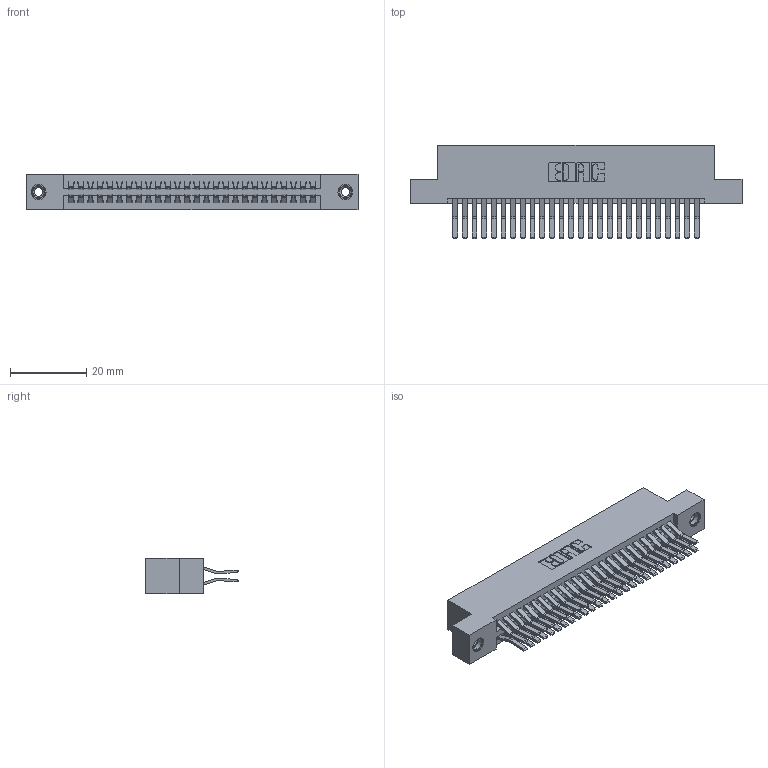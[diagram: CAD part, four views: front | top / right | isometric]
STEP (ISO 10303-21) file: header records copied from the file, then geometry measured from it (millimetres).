
FILE_DESCRIPTION (( 'STEP AP203' ), '1' );
FILE_NAME ('395-052-560-208.STEP', '2018-11-21T02:28:41', ( '' ), ( '' ), 'SwSTEP 2.0', 'SolidWorks 2016', '' );
FILE_SCHEMA (( 'CONFIG_CONTROL_DESIGN' ));
Length unit declared in the file: inch
Products named in the file (4): 345-292-001_560 Tail; 395-052-560-208; 345 Part_Flush Mounting Lugs - 0.156 Dia-TI; 345-250-001_345-250-003-102
Assembly tree (55 placements, depth 2):
  395-052-560-208
    345 Part_Flush Mounting Lugs - 0.156 Dia-TI
    345-292-001_560 Tail  x52
    345-250-001_345-250-003-102  x2
Bounding box: 87.25 x 24.45 x 9.4 mm (x, y, z)
Volume: 8661.3 mm3; surface area: 13382.9 mm2
Topology: 55 solids, 55 shells, 2890 faces, 8537 edges, 5614 vertices
Faces by surface type: plane 1828, cylinder 1046, cone 12, torus 4
Entity records: 23828 total; most frequent: CARTESIAN_POINT 3991, ORIENTED_EDGE 3918, DIRECTION 3569, EDGE_CURVE 1959, VECTOR 1699, LINE 1699, VERTEX_POINT 1300, AXIS2_PLACEMENT_3D 935
